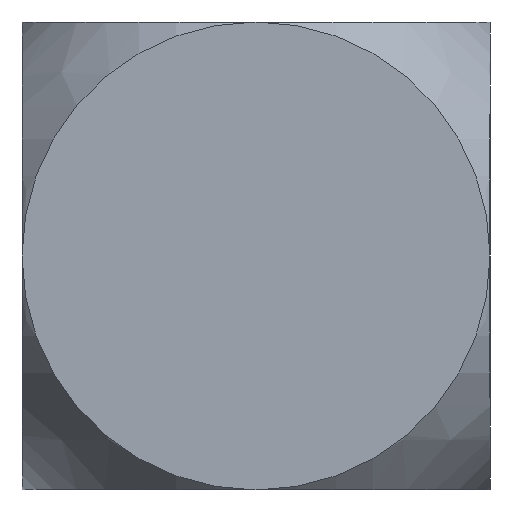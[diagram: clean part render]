
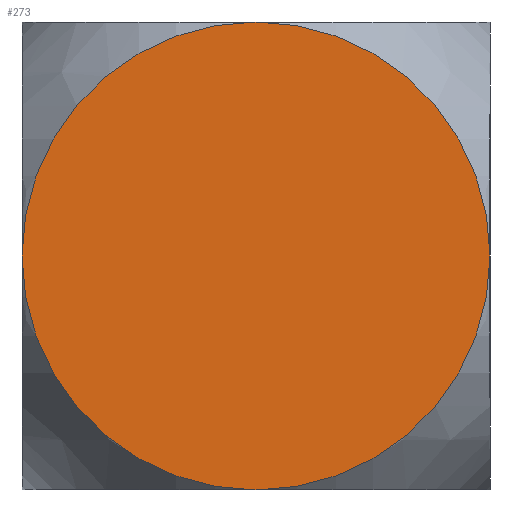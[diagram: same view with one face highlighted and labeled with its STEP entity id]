
A CAD part, left-side view. The second image highlights one B-rep face of the part: STEP entity #273.
In plain terms, the highlighted planar face has unit normal (-1, 0, 0).
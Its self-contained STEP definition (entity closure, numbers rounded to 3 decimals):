
#18 = AXIS2_PLACEMENT_3D ( 'NONE', #21, #24, #23 ) ;
#21 = CARTESIAN_POINT ( 'NONE',  ( -4.5, 0., 0. ) ) ;
#23 = DIRECTION ( 'NONE',  ( 0., 0., 1. ) ) ;
#24 = DIRECTION ( 'NONE',  ( -1., 0., 0. ) ) ;
#30 = ORIENTED_EDGE ( 'NONE', *, *, #227, .T. ) ;
#57 = VERTEX_POINT ( 'NONE', #328 ) ;
#162 = VERTEX_POINT ( 'NONE', #571 ) ;
#227 = EDGE_CURVE ( 'NONE', #162, #228, #740, .T. ) ;
#228 = VERTEX_POINT ( 'NONE', #732 ) ;
#269 = EDGE_CURVE ( 'NONE', #228, #57, #791, .T. ) ;
#273 = ADVANCED_FACE ( 'NONE', ( #778 ), #777, .T. ) ;
#274 = EDGE_LOOP ( 'NONE', ( #275, #276, #278, #30 ) ) ;
#275 = ORIENTED_EDGE ( 'NONE', *, *, #269, .T. ) ;
#276 = ORIENTED_EDGE ( 'NONE', *, *, #277, .T. ) ;
#277 = EDGE_CURVE ( 'NONE', #57, #286, #521, .T. ) ;
#278 = ORIENTED_EDGE ( 'NONE', *, *, #285, .T. ) ;
#285 = EDGE_CURVE ( 'NONE', #286, #162, #823, .T. ) ;
#286 = VERTEX_POINT ( 'NONE', #815 ) ;
#328 = CARTESIAN_POINT ( 'NONE',  ( -4.5, 4.5, 0. ) ) ;
#521 = CIRCLE ( 'NONE', #18, 4.5 ) ;
#571 = CARTESIAN_POINT ( 'NONE',  ( -4.5, -4.5, 0. ) ) ;
#732 = CARTESIAN_POINT ( 'NONE',  ( -4.5, 0., 4.5 ) ) ;
#733 = DIRECTION ( 'NONE',  ( 0., 0., 1. ) ) ;
#734 = DIRECTION ( 'NONE',  ( -1., 0., 0. ) ) ;
#735 = CARTESIAN_POINT ( 'NONE',  ( -4.5, 0., 0. ) ) ;
#736 = AXIS2_PLACEMENT_3D ( 'NONE', #735, #734, #733 ) ;
#740 = CIRCLE ( 'NONE', #736, 4.5 ) ;
#773 = DIRECTION ( 'NONE',  ( 0., 0., 1. ) ) ;
#774 = DIRECTION ( 'NONE',  ( -1., 0., 0. ) ) ;
#775 = CARTESIAN_POINT ( 'NONE',  ( -4.5, 0., 0. ) ) ;
#776 = AXIS2_PLACEMENT_3D ( 'NONE', #775, #774, #773 ) ;
#777 = PLANE ( 'NONE',  #776 ) ;
#778 = FACE_OUTER_BOUND ( 'NONE', #274, .T. ) ;
#784 = DIRECTION ( 'NONE',  ( 0., 0., 1. ) ) ;
#785 = DIRECTION ( 'NONE',  ( -1., 0., 0. ) ) ;
#786 = CARTESIAN_POINT ( 'NONE',  ( -4.5, 0., 0. ) ) ;
#787 = AXIS2_PLACEMENT_3D ( 'NONE', #786, #785, #784 ) ;
#791 = CIRCLE ( 'NONE', #787, 4.5 ) ;
#815 = CARTESIAN_POINT ( 'NONE',  ( -4.5, 0., -4.5 ) ) ;
#816 = DIRECTION ( 'NONE',  ( 0., 0., 1. ) ) ;
#817 = DIRECTION ( 'NONE',  ( -1., 0., 0. ) ) ;
#818 = CARTESIAN_POINT ( 'NONE',  ( -4.5, 0., 0. ) ) ;
#819 = AXIS2_PLACEMENT_3D ( 'NONE', #818, #817, #816 ) ;
#823 = CIRCLE ( 'NONE', #819, 4.5 ) ;
